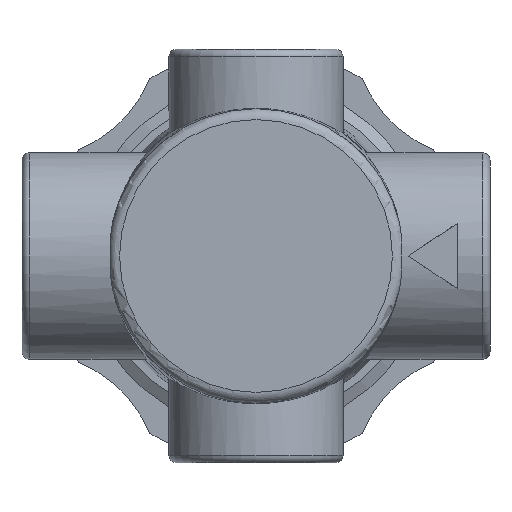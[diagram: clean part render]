
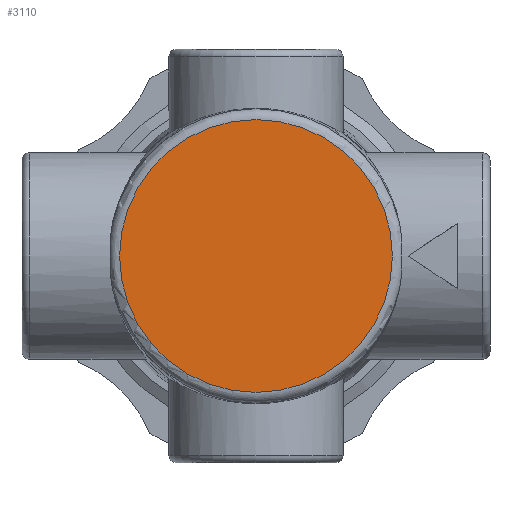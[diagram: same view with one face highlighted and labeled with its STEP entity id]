
A CAD part, front view. The second image highlights one B-rep face of the part: STEP entity #3110.
In plain terms, the highlighted face is planar.
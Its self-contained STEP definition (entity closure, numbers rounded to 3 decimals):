
#27=PLANE('',#3311);
#542=ORIENTED_EDGE('',*,*,#1134,.F.);
#1134=EDGE_CURVE('',#1431,#1431,#1603,.T.);
#1431=VERTEX_POINT('',#4670);
#1603=CIRCLE('',#3306,12.534);
#1738=EDGE_LOOP('',(#542));
#1927=FACE_BOUND('',#1738,.T.);
#3110=ADVANCED_FACE('',(#1927),#27,.F.);
#3306=AXIS2_PLACEMENT_3D('',#4669,#3694,#3695);
#3311=AXIS2_PLACEMENT_3D('',#4748,#3704,#3705);
#3694=DIRECTION('',(0.,-1.,0.));
#3695=DIRECTION('',(0.,0.,-1.));
#3704=DIRECTION('',(0.,-1.,0.));
#3705=DIRECTION('',(0.,0.,-1.));
#4669=CARTESIAN_POINT('',(0.,10.,0.));
#4670=CARTESIAN_POINT('',(0.,10.,-12.534));
#4748=CARTESIAN_POINT('',(0.,10.,0.));
